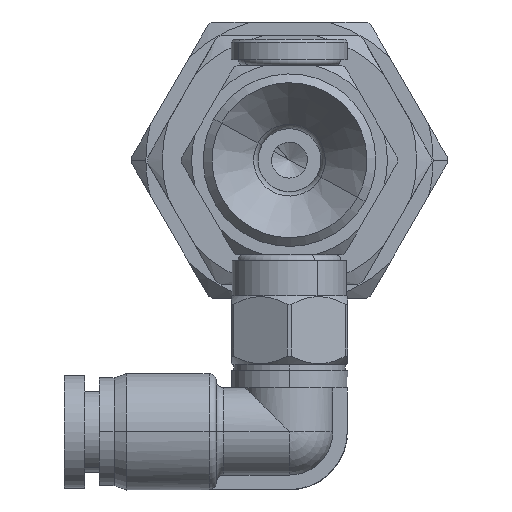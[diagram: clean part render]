
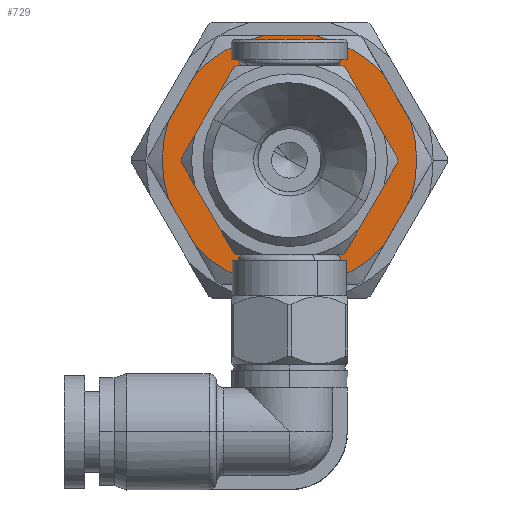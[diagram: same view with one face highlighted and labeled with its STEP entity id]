
A CAD part, front view. The second image highlights one B-rep face of the part: STEP entity #729.
In plain terms, the highlighted planar face has unit normal (0, -1, 0).
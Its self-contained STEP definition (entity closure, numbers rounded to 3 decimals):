
#185=CARTESIAN_POINT('Axis2P3D Location',(0.,3.23,0.)) ;
#189=CARTESIAN_POINT('Vertex',(-4.388,3.23,2.397)) ;
#191=CARTESIAN_POINT('Vertex',(4.388,3.23,-2.397)) ;
#216=CARTESIAN_POINT('Axis2P3D Location',(0.,3.23,0.)) ;
#622=CARTESIAN_POINT('Axis2P3D Location',(-4.5,3.23,0.)) ;
#627=CARTESIAN_POINT('Axis2P3D Location',(0.,3.23,0.)) ;
#631=CARTESIAN_POINT('Vertex',(6.434,3.23,-5.856)) ;
#633=CARTESIAN_POINT('Vertex',(1.855,3.23,-8.5)) ;
#636=CARTESIAN_POINT('Line Origine',(7.361,3.23,-4.25)) ;
#640=CARTESIAN_POINT('Vertex',(8.289,3.23,-2.644)) ;
#643=CARTESIAN_POINT('Axis2P3D Location',(0.,3.23,0.)) ;
#647=CARTESIAN_POINT('Vertex',(8.289,3.23,2.644)) ;
#650=CARTESIAN_POINT('Line Origine',(7.361,3.23,4.25)) ;
#654=CARTESIAN_POINT('Vertex',(6.434,3.23,5.856)) ;
#657=CARTESIAN_POINT('Axis2P3D Location',(0.,3.23,0.)) ;
#661=CARTESIAN_POINT('Vertex',(1.855,3.23,8.5)) ;
#664=CARTESIAN_POINT('Line Origine',(0.,3.23,8.5)) ;
#668=CARTESIAN_POINT('Vertex',(-1.855,3.23,8.5)) ;
#671=CARTESIAN_POINT('Axis2P3D Location',(0.,3.23,0.)) ;
#675=CARTESIAN_POINT('Vertex',(-6.434,3.23,5.856)) ;
#678=CARTESIAN_POINT('Line Origine',(-7.361,3.23,4.25)) ;
#682=CARTESIAN_POINT('Vertex',(-8.289,3.23,2.644)) ;
#685=CARTESIAN_POINT('Axis2P3D Location',(0.,3.23,0.)) ;
#689=CARTESIAN_POINT('Vertex',(-8.289,3.23,-2.644)) ;
#692=CARTESIAN_POINT('Line Origine',(-7.361,3.23,-4.25)) ;
#696=CARTESIAN_POINT('Vertex',(-6.434,3.23,-5.856)) ;
#699=CARTESIAN_POINT('Axis2P3D Location',(0.,3.23,0.)) ;
#703=CARTESIAN_POINT('Vertex',(-1.855,3.23,-8.5)) ;
#706=CARTESIAN_POINT('Line Origine',(0.,3.23,-8.5)) ;
#186=DIRECTION('Axis2P3D Direction',(0.,1.,-0.)) ;
#217=DIRECTION('Axis2P3D Direction',(0.,1.,0.)) ;
#623=DIRECTION('Axis2P3D Direction',(0.,1.,-0.)) ;
#624=DIRECTION('Axis2P3D XDirection',(-1.,0.,0.)) ;
#628=DIRECTION('Axis2P3D Direction',(0.,1.,-0.)) ;
#637=DIRECTION('Vector Direction',(-0.5,0.,-0.866)) ;
#644=DIRECTION('Axis2P3D Direction',(0.,1.,-0.)) ;
#651=DIRECTION('Vector Direction',(-0.5,0.,0.866)) ;
#658=DIRECTION('Axis2P3D Direction',(0.,1.,-0.)) ;
#665=DIRECTION('Vector Direction',(1.,0.,0.)) ;
#672=DIRECTION('Axis2P3D Direction',(0.,1.,-0.)) ;
#679=DIRECTION('Vector Direction',(0.5,0.,0.866)) ;
#686=DIRECTION('Axis2P3D Direction',(0.,1.,-0.)) ;
#693=DIRECTION('Vector Direction',(0.5,0.,-0.866)) ;
#700=DIRECTION('Axis2P3D Direction',(0.,1.,-0.)) ;
#707=DIRECTION('Vector Direction',(-1.,0.,0.)) ;
#187=AXIS2_PLACEMENT_3D('Circle Axis2P3D',#185,#186,$) ;
#218=AXIS2_PLACEMENT_3D('Circle Axis2P3D',#216,#217,$) ;
#625=AXIS2_PLACEMENT_3D('Plane Axis2P3D',#622,#623,#624) ;
#629=AXIS2_PLACEMENT_3D('Circle Axis2P3D',#627,#628,$) ;
#645=AXIS2_PLACEMENT_3D('Circle Axis2P3D',#643,#644,$) ;
#659=AXIS2_PLACEMENT_3D('Circle Axis2P3D',#657,#658,$) ;
#673=AXIS2_PLACEMENT_3D('Circle Axis2P3D',#671,#672,$) ;
#687=AXIS2_PLACEMENT_3D('Circle Axis2P3D',#685,#686,$) ;
#701=AXIS2_PLACEMENT_3D('Circle Axis2P3D',#699,#700,$) ;
#712=ORIENTED_EDGE('',*,*,#635,.F.) ;
#713=ORIENTED_EDGE('',*,*,#642,.F.) ;
#714=ORIENTED_EDGE('',*,*,#649,.F.) ;
#715=ORIENTED_EDGE('',*,*,#656,.T.) ;
#716=ORIENTED_EDGE('',*,*,#663,.F.) ;
#717=ORIENTED_EDGE('',*,*,#670,.F.) ;
#718=ORIENTED_EDGE('',*,*,#677,.F.) ;
#719=ORIENTED_EDGE('',*,*,#684,.F.) ;
#720=ORIENTED_EDGE('',*,*,#691,.F.) ;
#721=ORIENTED_EDGE('',*,*,#698,.T.) ;
#722=ORIENTED_EDGE('',*,*,#705,.F.) ;
#723=ORIENTED_EDGE('',*,*,#710,.F.) ;
#726=ORIENTED_EDGE('',*,*,#193,.F.) ;
#727=ORIENTED_EDGE('',*,*,#220,.F.) ;
#728=FACE_BOUND('',#725,.T.) ;
#638=VECTOR('Line Direction',#637,1.) ;
#652=VECTOR('Line Direction',#651,1.) ;
#666=VECTOR('Line Direction',#665,1.) ;
#680=VECTOR('Line Direction',#679,1.) ;
#694=VECTOR('Line Direction',#693,1.) ;
#708=VECTOR('Line Direction',#707,1.) ;
#729=ADVANCED_FACE('corps ventouse..1\\Corps principal',(#724,#728),#626,.F.) ;
#188=CIRCLE('generated circle',#187,5.) ;
#219=CIRCLE('generated circle',#218,5.) ;
#630=CIRCLE('generated circle',#629,8.7) ;
#646=CIRCLE('generated circle',#645,8.7) ;
#660=CIRCLE('generated circle',#659,8.7) ;
#674=CIRCLE('generated circle',#673,8.7) ;
#688=CIRCLE('generated circle',#687,8.7) ;
#702=CIRCLE('generated circle',#701,8.7) ;
#193=EDGE_CURVE('',#190,#192,#188,.F.) ;
#220=EDGE_CURVE('',#192,#190,#219,.F.) ;
#635=EDGE_CURVE('',#632,#634,#630,.T.) ;
#642=EDGE_CURVE('',#641,#632,#639,.T.) ;
#649=EDGE_CURVE('',#648,#641,#646,.T.) ;
#656=EDGE_CURVE('',#648,#655,#653,.T.) ;
#663=EDGE_CURVE('',#662,#655,#660,.T.) ;
#670=EDGE_CURVE('',#669,#662,#667,.T.) ;
#677=EDGE_CURVE('',#676,#669,#674,.T.) ;
#684=EDGE_CURVE('',#683,#676,#681,.T.) ;
#691=EDGE_CURVE('',#690,#683,#688,.T.) ;
#698=EDGE_CURVE('',#690,#697,#695,.T.) ;
#705=EDGE_CURVE('',#704,#697,#702,.T.) ;
#710=EDGE_CURVE('',#634,#704,#709,.T.) ;
#711=EDGE_LOOP('',(#712,#713,#714,#715,#716,#717,#718,#719,#720,#721,#722,#723)) ;
#725=EDGE_LOOP('',(#726,#727)) ;
#724=FACE_OUTER_BOUND('',#711,.T.) ;
#639=LINE('Line',#636,#638) ;
#653=LINE('Line',#650,#652) ;
#667=LINE('Line',#664,#666) ;
#681=LINE('Line',#678,#680) ;
#695=LINE('Line',#692,#694) ;
#709=LINE('Line',#706,#708) ;
#626=PLANE('Plane',#625) ;
#190=VERTEX_POINT('',#189) ;
#192=VERTEX_POINT('',#191) ;
#632=VERTEX_POINT('',#631) ;
#634=VERTEX_POINT('',#633) ;
#641=VERTEX_POINT('',#640) ;
#648=VERTEX_POINT('',#647) ;
#655=VERTEX_POINT('',#654) ;
#662=VERTEX_POINT('',#661) ;
#669=VERTEX_POINT('',#668) ;
#676=VERTEX_POINT('',#675) ;
#683=VERTEX_POINT('',#682) ;
#690=VERTEX_POINT('',#689) ;
#697=VERTEX_POINT('',#696) ;
#704=VERTEX_POINT('',#703) ;
